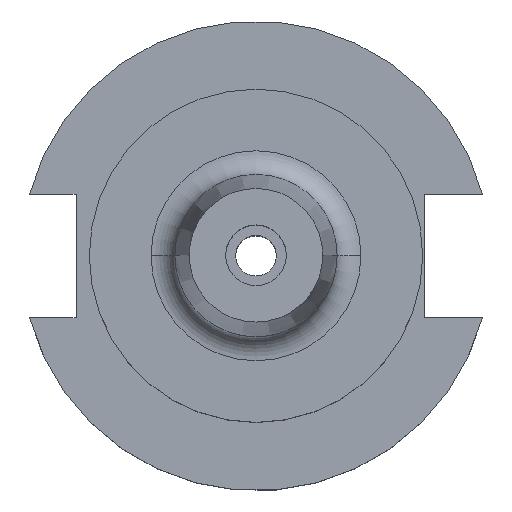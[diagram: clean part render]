
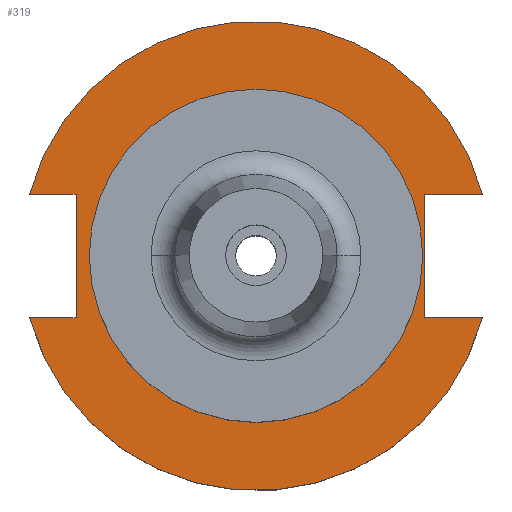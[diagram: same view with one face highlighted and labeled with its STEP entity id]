
A CAD part, top view. The second image highlights one B-rep face of the part: STEP entity #319.
In plain terms, the highlighted planar face has unit normal (0, 0, 1).
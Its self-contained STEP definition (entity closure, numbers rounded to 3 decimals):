
#2 = CARTESIAN_POINT ( 'NONE',  ( -47.477, -12.954, 19.05 ) ) ;
#15 = ORIENTED_EDGE ( 'NONE', *, *, #127, .F. ) ;
#36 = VERTEX_POINT ( 'NONE', #2 ) ;
#52 = CARTESIAN_POINT ( 'NONE',  ( -37.719, -12.954, 19.05 ) ) ;
#65 = CIRCLE ( 'NONE', #776, 49.212 ) ;
#74 = CARTESIAN_POINT ( 'NONE',  ( 35.306, -12.954, 19.05 ) ) ;
#101 = DIRECTION ( 'NONE',  ( 1., 0., 0. ) ) ;
#110 = VECTOR ( 'NONE', #647, 1000. ) ;
#117 = EDGE_CURVE ( 'NONE', #345, #1454, #1346, .T. ) ;
#127 = EDGE_CURVE ( 'NONE', #1454, #1140, #937, .T. ) ;
#140 = VECTOR ( 'NONE', #1464, 1000. ) ;
#165 = LINE ( 'NONE', #252, #1624 ) ;
#181 = CARTESIAN_POINT ( 'NONE',  ( 35.306, 12.954, 19.05 ) ) ;
#198 = VERTEX_POINT ( 'NONE', #900 ) ;
#214 = ORIENTED_EDGE ( 'NONE', *, *, #1605, .F. ) ;
#252 = CARTESIAN_POINT ( 'NONE',  ( 35.306, -12.954, 19.05 ) ) ;
#291 = VERTEX_POINT ( 'NONE', #74 ) ;
#302 = VECTOR ( 'NONE', #635, 1000. ) ;
#319 = ADVANCED_FACE ( 'NONE', ( #1771, #1435 ), #571, .T. ) ;
#345 = VERTEX_POINT ( 'NONE', #52 ) ;
#396 = VERTEX_POINT ( 'NONE', #181 ) ;
#405 = AXIS2_PLACEMENT_3D ( 'NONE', #1029, #1023, #1012 ) ;
#488 = DIRECTION ( 'NONE',  ( 0., 0., 1. ) ) ;
#503 = LINE ( 'NONE', #942, #110 ) ;
#515 = CIRCLE ( 'NONE', #405, 49.212 ) ;
#526 = EDGE_LOOP ( 'NONE', ( #1485, #840, #214, #726, #1149, #15, #1569, #1697 ) ) ;
#539 = AXIS2_PLACEMENT_3D ( 'NONE', #1804, #1796, #1783 ) ;
#552 = CIRCLE ( 'NONE', #1556, 34.925 ) ;
#571 = PLANE ( 'NONE',  #1099 ) ;
#587 = VECTOR ( 'NONE', #1292, 1000. ) ;
#614 = DIRECTION ( 'NONE',  ( 1., 0., 0. ) ) ;
#619 = DIRECTION ( 'NONE',  ( 0., 0., 1. ) ) ;
#628 = VERTEX_POINT ( 'NONE', #641 ) ;
#635 = DIRECTION ( 'NONE',  ( 1., 0., 0. ) ) ;
#641 = CARTESIAN_POINT ( 'NONE',  ( -34.925, 0., 19.05 ) ) ;
#647 = DIRECTION ( 'NONE',  ( -1., 0., 0. ) ) ;
#669 = LINE ( 'NONE', #982, #302 ) ;
#674 = CARTESIAN_POINT ( 'NONE',  ( -47.477, 12.954, 19.05 ) ) ;
#678 = DIRECTION ( 'NONE',  ( 1., 0., 0. ) ) ;
#696 = EDGE_CURVE ( 'NONE', #853, #396, #503, .T. ) ;
#726 = ORIENTED_EDGE ( 'NONE', *, *, #696, .F. ) ;
#729 = CIRCLE ( 'NONE', #539, 34.925 ) ;
#776 = AXIS2_PLACEMENT_3D ( 'NONE', #1040, #488, #614 ) ;
#813 = EDGE_CURVE ( 'NONE', #198, #628, #729, .T. ) ;
#823 = DIRECTION ( 'NONE',  ( 0., 0., 1. ) ) ;
#840 = ORIENTED_EDGE ( 'NONE', *, *, #1669, .F. ) ;
#853 = VERTEX_POINT ( 'NONE', #1378 ) ;
#900 = CARTESIAN_POINT ( 'NONE',  ( 34.925, 0., 19.05 ) ) ;
#937 = LINE ( 'NONE', #1321, #140 ) ;
#942 = CARTESIAN_POINT ( 'NONE',  ( 35.306, 12.954, 19.05 ) ) ;
#945 = CARTESIAN_POINT ( 'NONE',  ( 0., 0., 19.05 ) ) ;
#982 = CARTESIAN_POINT ( 'NONE',  ( -63.719, -12.954, 19.05 ) ) ;
#984 = DIRECTION ( 'NONE',  ( 1., 0., 0. ) ) ;
#1003 = CARTESIAN_POINT ( 'NONE',  ( -37.719, 12.954, 19.05 ) ) ;
#1012 = DIRECTION ( 'NONE',  ( 1., 0., 0. ) ) ;
#1023 = DIRECTION ( 'NONE',  ( 0., 0., 1. ) ) ;
#1029 = CARTESIAN_POINT ( 'NONE',  ( 0., 0., 19.05 ) ) ;
#1040 = CARTESIAN_POINT ( 'NONE',  ( 0., 0., 19.05 ) ) ;
#1064 = ORIENTED_EDGE ( 'NONE', *, *, #813, .F. ) ;
#1090 = ORIENTED_EDGE ( 'NONE', *, *, #1693, .F. ) ;
#1099 = AXIS2_PLACEMENT_3D ( 'NONE', #1568, #619, #984 ) ;
#1131 = VERTEX_POINT ( 'NONE', #1686 ) ;
#1140 = VERTEX_POINT ( 'NONE', #674 ) ;
#1149 = ORIENTED_EDGE ( 'NONE', *, *, #1406, .T. ) ;
#1292 = DIRECTION ( 'NONE',  ( 0., -1., 0. ) ) ;
#1321 = CARTESIAN_POINT ( 'NONE',  ( -63.719, 12.954, 19.05 ) ) ;
#1328 = LINE ( 'NONE', #1725, #587 ) ;
#1346 = LINE ( 'NONE', #1003, #1636 ) ;
#1378 = CARTESIAN_POINT ( 'NONE',  ( 47.477, 12.954, 19.05 ) ) ;
#1406 = EDGE_CURVE ( 'NONE', #853, #1140, #65, .T. ) ;
#1435 = FACE_OUTER_BOUND ( 'NONE', #526, .T. ) ;
#1454 = VERTEX_POINT ( 'NONE', #1652 ) ;
#1464 = DIRECTION ( 'NONE',  ( -1., 0., 0. ) ) ;
#1475 = EDGE_LOOP ( 'NONE', ( #1064, #1090 ) ) ;
#1485 = ORIENTED_EDGE ( 'NONE', *, *, #1766, .T. ) ;
#1541 = EDGE_CURVE ( 'NONE', #36, #345, #669, .T. ) ;
#1556 = AXIS2_PLACEMENT_3D ( 'NONE', #945, #823, #678 ) ;
#1568 = CARTESIAN_POINT ( 'NONE',  ( 0., 49.212, 19.05 ) ) ;
#1569 = ORIENTED_EDGE ( 'NONE', *, *, #117, .F. ) ;
#1605 = EDGE_CURVE ( 'NONE', #396, #291, #1328, .T. ) ;
#1609 = DIRECTION ( 'NONE',  ( 0., 1., 0. ) ) ;
#1624 = VECTOR ( 'NONE', #101, 1000. ) ;
#1636 = VECTOR ( 'NONE', #1609, 1000. ) ;
#1652 = CARTESIAN_POINT ( 'NONE',  ( -37.719, 12.954, 19.05 ) ) ;
#1669 = EDGE_CURVE ( 'NONE', #291, #1131, #165, .T. ) ;
#1686 = CARTESIAN_POINT ( 'NONE',  ( 47.477, -12.954, 19.05 ) ) ;
#1693 = EDGE_CURVE ( 'NONE', #628, #198, #552, .T. ) ;
#1697 = ORIENTED_EDGE ( 'NONE', *, *, #1541, .F. ) ;
#1725 = CARTESIAN_POINT ( 'NONE',  ( 35.306, 12.954, 19.05 ) ) ;
#1766 = EDGE_CURVE ( 'NONE', #36, #1131, #515, .T. ) ;
#1771 = FACE_BOUND ( 'NONE', #1475, .T. ) ;
#1783 = DIRECTION ( 'NONE',  ( 1., 0., 0. ) ) ;
#1796 = DIRECTION ( 'NONE',  ( 0., 0., 1. ) ) ;
#1804 = CARTESIAN_POINT ( 'NONE',  ( 0., 0., 19.05 ) ) ;
